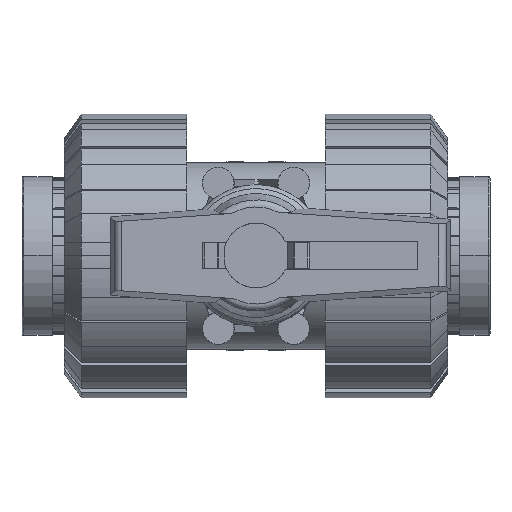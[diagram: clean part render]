
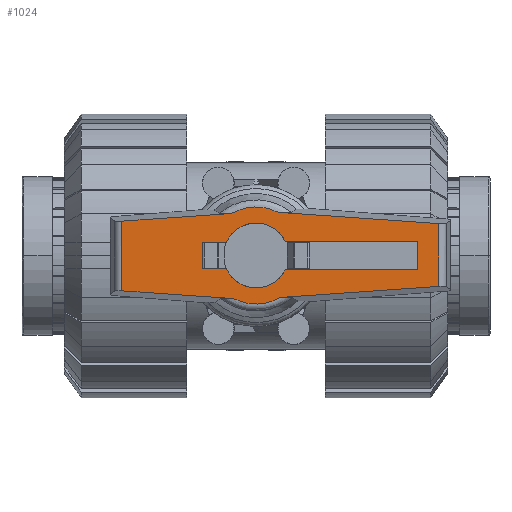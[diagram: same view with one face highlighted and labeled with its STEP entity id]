
A CAD part, top view. The second image highlights one B-rep face of the part: STEP entity #1024.
In plain terms, the highlighted planar face has unit normal (0, 0, 1).
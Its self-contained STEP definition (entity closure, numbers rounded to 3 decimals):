
#1024=ADVANCED_FACE('',(#2476,#2477),#2478,.T.);
#2476=FACE_BOUND('',#4432,.T.);
#2477=FACE_OUTER_BOUND('',#4433,.T.);
#2478=PLANE('',#4434);
#4432=EDGE_LOOP('',(#7102,#7103,#7104,#7105,#7106,#7107,#7108,#7109));
#4433=EDGE_LOOP('',(#7110,#7111,#7112,#7113,#7114,#7115,#7116,#7117));
#4434=AXIS2_PLACEMENT_3D('',#7118,#7119,#7120);
#7102=ORIENTED_EDGE('',*,*,#12221,.T.);
#7103=ORIENTED_EDGE('',*,*,#12292,.T.);
#7104=ORIENTED_EDGE('',*,*,#12389,.T.);
#7105=ORIENTED_EDGE('',*,*,#12397,.T.);
#7106=ORIENTED_EDGE('',*,*,#12203,.T.);
#7107=ORIENTED_EDGE('',*,*,#12143,.T.);
#7108=ORIENTED_EDGE('',*,*,#12134,.T.);
#7109=ORIENTED_EDGE('',*,*,#12212,.T.);
#7110=ORIENTED_EDGE('',*,*,#12353,.T.);
#7111=ORIENTED_EDGE('',*,*,#12512,.T.);
#7112=ORIENTED_EDGE('',*,*,#12443,.T.);
#7113=ORIENTED_EDGE('',*,*,#12461,.F.);
#7114=ORIENTED_EDGE('',*,*,#12378,.T.);
#7115=ORIENTED_EDGE('',*,*,#12482,.T.);
#7116=ORIENTED_EDGE('',*,*,#12431,.T.);
#7117=ORIENTED_EDGE('',*,*,#12459,.T.);
#7118=CARTESIAN_POINT('',(6.432,0.0,122.5));
#7119=DIRECTION('',(0.0,0.0,1.0));
#7120=DIRECTION('',(1.0,0.0,0.0));
#12134=EDGE_CURVE('',#14560,#14561,#14562,.T.);
#12143=EDGE_CURVE('',#14575,#14560,#14576,.T.);
#12203=EDGE_CURVE('',#14672,#14575,#14673,.T.);
#12212=EDGE_CURVE('',#14561,#14686,#14687,.T.);
#12221=EDGE_CURVE('',#14686,#14697,#14698,.T.);
#12292=EDGE_CURVE('',#14697,#14789,#14791,.T.);
#12353=EDGE_CURVE('',#14893,#14891,#14894,.T.);
#12378=EDGE_CURVE('',#14937,#14935,#14938,.T.);
#12389=EDGE_CURVE('',#14789,#14955,#14956,.T.);
#12397=EDGE_CURVE('',#14955,#14672,#14965,.T.);
#12431=EDGE_CURVE('',#15013,#15011,#15014,.T.);
#12443=EDGE_CURVE('',#15033,#15031,#15034,.T.);
#12459=EDGE_CURVE('',#15011,#14893,#15053,.T.);
#12461=EDGE_CURVE('',#14937,#15031,#15055,.T.);
#12482=EDGE_CURVE('',#14935,#15013,#15082,.T.);
#12512=EDGE_CURVE('',#14891,#15033,#15112,.T.);
#14560=VERTEX_POINT('',#18111);
#14561=VERTEX_POINT('',#18112);
#14562=LINE('',#18113,#18114);
#14575=VERTEX_POINT('',#18133);
#14576=LINE('',#18134,#18135);
#14672=VERTEX_POINT('',#18264);
#14673=CIRCLE('',#18265,8.571);
#14686=VERTEX_POINT('',#18280);
#14687=LINE('',#18281,#18282);
#14697=VERTEX_POINT('',#18297);
#14698=CIRCLE('',#18298,8.571);
#14789=VERTEX_POINT('',#18422);
#14791=LINE('',#18425,#18426);
#14891=VERTEX_POINT('',#18723);
#14893=VERTEX_POINT('',#18754);
#14894=LINE('',#18755,#18756);
#14935=VERTEX_POINT('',#18902);
#14937=VERTEX_POINT('',#18933);
#14938=LINE('',#18934,#18935);
#14955=VERTEX_POINT('',#18957);
#14956=LINE('',#18958,#18959);
#14965=LINE('',#18971,#18972);
#15011=VERTEX_POINT('',#19093);
#15013=VERTEX_POINT('',#19095);
#15014=LINE('',#19096,#19097);
#15031=VERTEX_POINT('',#19168);
#15033=VERTEX_POINT('',#19170);
#15034=LINE('',#19171,#19172);
#15053=LINE('',#19263,#19264);
#15055=LINE('',#19266,#19267);
#15082=CIRCLE('',#19364,12.863);
#15112=CIRCLE('',#19394,12.863);
#18111=CARTESIAN_POINT('',(42.917,3.75,122.5));
#18112=CARTESIAN_POINT('',(42.917,-3.75,122.5));
#18113=CARTESIAN_POINT('',(42.917,0.0,122.5));
#18114=VECTOR('',#25001,1.0);
#18133=CARTESIAN_POINT('',(7.708,3.75,122.5));
#18134=CARTESIAN_POINT('',(13.945,3.75,122.5));
#18135=VECTOR('',#25008,1.0);
#18264=CARTESIAN_POINT('',(-7.879,3.375,122.5));
#18265=AXIS2_PLACEMENT_3D('',#25096,#25097,#25098);
#18280=CARTESIAN_POINT('',(7.708,-3.75,122.5));
#18281=CARTESIAN_POINT('',(13.945,-3.75,122.5));
#18282=VECTOR('',#25113,1.0);
#18297=CARTESIAN_POINT('',(-7.879,-3.375,122.5));
#18298=AXIS2_PLACEMENT_3D('',#25119,#25120,#25121);
#18422=CARTESIAN_POINT('',(-14.217,-3.375,122.5));
#18425=CARTESIAN_POINT('',(-2.356,-3.375,122.5));
#18426=VECTOR('',#25189,1.0);
#18723=CARTESIAN_POINT('',(-5.901,-11.43,122.5));
#18754=CARTESIAN_POINT('',(-35.537,-9.357,122.5));
#18755=CARTESIAN_POINT('',(-4.089,-11.556,122.5));
#18756=VECTOR('',#25238,1.0);
#18902=CARTESIAN_POINT('',(5.901,11.43,122.5));
#18933=CARTESIAN_POINT('',(48.412,8.457,122.5));
#18934=CARTESIAN_POINT('',(27.237,9.938,122.5));
#18935=VECTOR('',#25257,1.0);
#18957=CARTESIAN_POINT('',(-14.217,3.375,122.5));
#18958=CARTESIAN_POINT('',(-14.217,5.063,122.5));
#18959=VECTOR('',#25272,1.0);
#18971=CARTESIAN_POINT('',(-2.356,3.375,122.5));
#18972=VECTOR('',#25279,1.0);
#19093=CARTESIAN_POINT('',(-35.537,9.091,122.5));
#19095=CARTESIAN_POINT('',(-6.458,11.125,122.5));
#19096=CARTESIAN_POINT('',(-3.131,11.357,122.5));
#19097=VECTOR('',#25309,1.0);
#19168=CARTESIAN_POINT('',(48.412,-8.191,122.5));
#19170=CARTESIAN_POINT('',(6.458,-11.125,122.5));
#19171=CARTESIAN_POINT('',(28.158,-9.607,122.5));
#19172=VECTOR('',#25322,1.0);
#19263=CARTESIAN_POINT('',(-35.537,13.5,122.5));
#19264=VECTOR('',#25328,1.0);
#19266=CARTESIAN_POINT('',(48.412,13.5,122.5));
#19267=VECTOR('',#25329,1.0);
#19364=AXIS2_PLACEMENT_3D('',#25350,#25351,#25352);
#19394=AXIS2_PLACEMENT_3D('',#25392,#25393,#25394);
#25001=DIRECTION('',(0.0,-1.0,0.0));
#25008=DIRECTION('',(1.0,0.0,-0.0));
#25096=CARTESIAN_POINT('',(0.0,0.0,122.5));
#25097=DIRECTION('',(0.0,0.0,-1.0));
#25098=DIRECTION('',(1.0,0.0,0.0));
#25113=DIRECTION('',(-1.0,0.0,0.0));
#25119=CARTESIAN_POINT('',(0.0,0.0,122.5));
#25120=DIRECTION('',(0.0,0.0,-1.0));
#25121=DIRECTION('',(1.0,0.0,0.0));
#25189=DIRECTION('',(-1.0,0.0,0.0));
#25238=DIRECTION('',(0.998,-0.07,0.0));
#25257=DIRECTION('',(-0.998,0.07,0.0));
#25272=DIRECTION('',(0.0,1.0,-0.0));
#25279=DIRECTION('',(1.0,0.0,0.0));
#25309=DIRECTION('',(-0.998,-0.07,0.0));
#25322=DIRECTION('',(0.998,0.07,-0.0));
#25328=DIRECTION('',(0.0,-1.0,0.0));
#25329=DIRECTION('',(0.0,-1.0,0.0));
#25350=CARTESIAN_POINT('',(0.0,0.0,122.5));
#25351=DIRECTION('',(0.0,0.0,1.0));
#25352=DIRECTION('',(1.0,0.0,0.0));
#25392=CARTESIAN_POINT('',(0.0,0.0,122.5));
#25393=DIRECTION('',(0.0,0.0,1.0));
#25394=DIRECTION('',(1.0,0.0,0.0));
